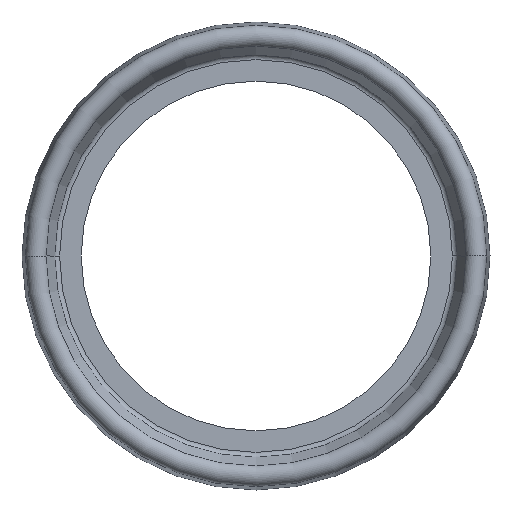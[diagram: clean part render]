
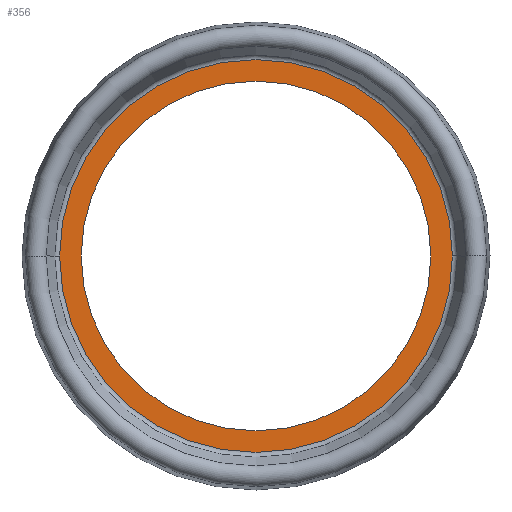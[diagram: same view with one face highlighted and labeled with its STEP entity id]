
A CAD part, left-side view. The second image highlights one B-rep face of the part: STEP entity #356.
In plain terms, the highlighted planar face has unit normal (-1, 0, 0).
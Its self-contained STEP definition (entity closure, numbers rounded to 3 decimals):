
#1 = PLANE ( 'NONE',  #562 ) ;
#26 = EDGE_LOOP ( 'NONE', ( #308, #48 ) ) ;
#38 = DIRECTION ( 'NONE',  ( 0., 1., 0. ) ) ;
#44 = FACE_BOUND ( 'NONE', #270, .T. ) ;
#48 = ORIENTED_EDGE ( 'NONE', *, *, #96, .F. ) ;
#53 = EDGE_CURVE ( 'NONE', #382, #335, #313, .T. ) ;
#54 = DIRECTION ( 'NONE',  ( 1., 0., 0. ) ) ;
#59 = VERTEX_POINT ( 'NONE', #198 ) ;
#96 = EDGE_CURVE ( 'NONE', #335, #382, #332, .T. ) ;
#107 = AXIS2_PLACEMENT_3D ( 'NONE', #506, #372, #232 ) ;
#111 = CARTESIAN_POINT ( 'NONE',  ( -0.9, 0., 0. ) ) ;
#149 = DIRECTION ( 'NONE',  ( 1., 0., 0. ) ) ;
#150 = ORIENTED_EDGE ( 'NONE', *, *, #441, .T. ) ;
#178 = DIRECTION ( 'NONE',  ( 0., -1., 0. ) ) ;
#186 = CARTESIAN_POINT ( 'NONE',  ( -0.9, 9.097, 0. ) ) ;
#198 = CARTESIAN_POINT ( 'NONE',  ( -0.9, 8.1, 0. ) ) ;
#221 = DIRECTION ( 'NONE',  ( -1., 0., 0. ) ) ;
#232 = DIRECTION ( 'NONE',  ( 0., 1., 0. ) ) ;
#258 = CARTESIAN_POINT ( 'NONE',  ( -0.9, -8.1, 0. ) ) ;
#270 = EDGE_LOOP ( 'NONE', ( #150, #467 ) ) ;
#307 = CARTESIAN_POINT ( 'NONE',  ( -0.9, 8.1, 0. ) ) ;
#308 = ORIENTED_EDGE ( 'NONE', *, *, #53, .F. ) ;
#313 = CIRCLE ( 'NONE', #368, 9.097 ) ;
#330 = CARTESIAN_POINT ( 'NONE',  ( -0.9, 0., 0. ) ) ;
#332 = CIRCLE ( 'NONE', #407, 9.097 ) ;
#335 = VERTEX_POINT ( 'NONE', #531 ) ;
#349 = CARTESIAN_POINT ( 'NONE',  ( -0.9, 0., 0. ) ) ;
#356 = ADVANCED_FACE ( 'NONE', ( #44, #487 ), #1, .T. ) ;
#368 = AXIS2_PLACEMENT_3D ( 'NONE', #330, #149, #501 ) ;
#372 = DIRECTION ( 'NONE',  ( 1., 0., 0. ) ) ;
#382 = VERTEX_POINT ( 'NONE', #186 ) ;
#392 = DIRECTION ( 'NONE',  ( 1., 0., 0. ) ) ;
#407 = AXIS2_PLACEMENT_3D ( 'NONE', #349, #392, #38 ) ;
#420 = DIRECTION ( 'NONE',  ( 0., 1., 0. ) ) ;
#441 = EDGE_CURVE ( 'NONE', #59, #552, #493, .T. ) ;
#467 = ORIENTED_EDGE ( 'NONE', *, *, #508, .T. ) ;
#487 = FACE_OUTER_BOUND ( 'NONE', #26, .T. ) ;
#493 = CIRCLE ( 'NONE', #107, 8.1 ) ;
#501 = DIRECTION ( 'NONE',  ( 0., 1., 0. ) ) ;
#506 = CARTESIAN_POINT ( 'NONE',  ( -0.9, 0., 0. ) ) ;
#508 = EDGE_CURVE ( 'NONE', #552, #59, #530, .T. ) ;
#530 = CIRCLE ( 'NONE', #539, 8.1 ) ;
#531 = CARTESIAN_POINT ( 'NONE',  ( -0.9, -9.097, 0. ) ) ;
#539 = AXIS2_PLACEMENT_3D ( 'NONE', #111, #54, #420 ) ;
#552 = VERTEX_POINT ( 'NONE', #258 ) ;
#562 = AXIS2_PLACEMENT_3D ( 'NONE', #307, #221, #178 ) ;
